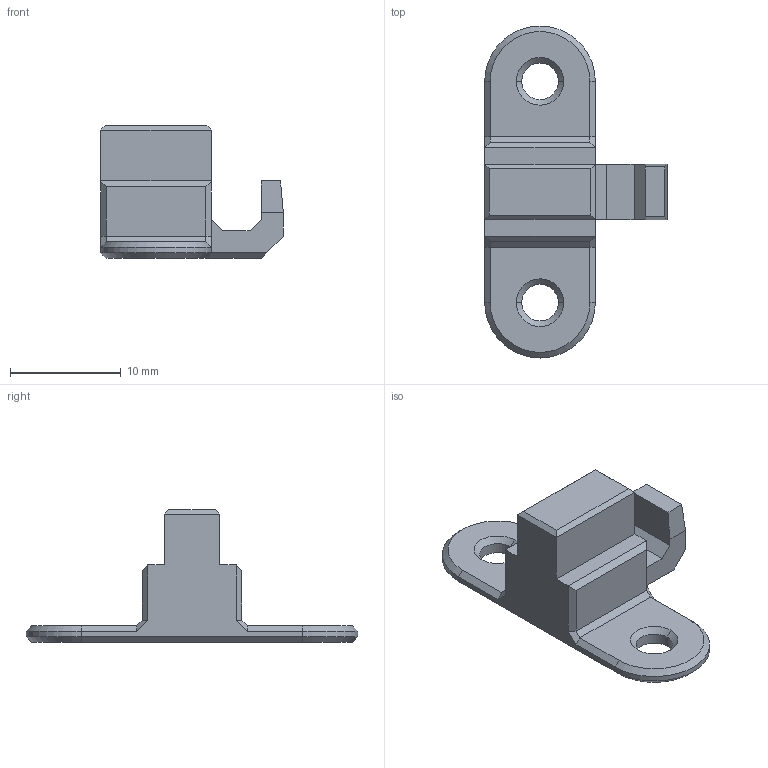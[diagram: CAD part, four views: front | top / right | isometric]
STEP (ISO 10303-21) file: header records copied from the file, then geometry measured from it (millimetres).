
FILE_DESCRIPTION (( 'STEP AP214' ), '1' );
FILE_NAME ('×Ô¶¯¼ü¹Ì¶¨Æ', '2024-03-10T12:28:08', ( '' ), ( '' ), 'SwSTEP 2.0', 'SolidWorks 2024', '' );
FILE_SCHEMA (( 'AUTOMOTIVE_DESIGN' ));
Length unit declared in the file: millimetre
Products named in the file (1): 自动键固定器
Bounding box: 16.5 x 30 x 12 mm (x, y, z)
Volume: 1231.8 mm3; surface area: 1094.3 mm2
Topology: 1 solids, 1 shells, 63 faces, 151 edges, 90 vertices
Faces by surface type: plane 49, cone 8, cylinder 6
Entity records: 1800 total; most frequent: CARTESIAN_POINT 305, ORIENTED_EDGE 302, DIRECTION 299, EDGE_CURVE 151, VECTOR 131, LINE 131, VERTEX_POINT 90, AXIS2_PLACEMENT_3D 84
